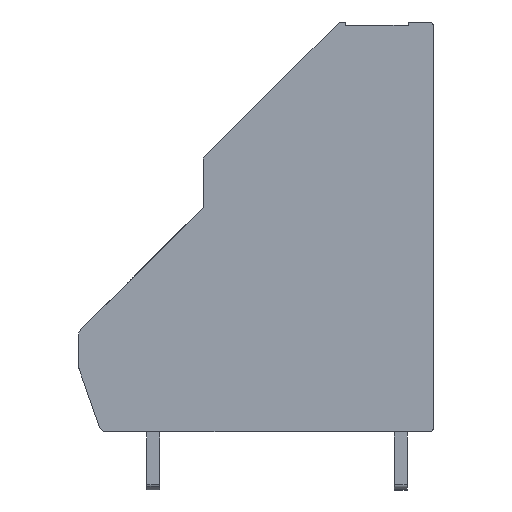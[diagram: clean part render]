
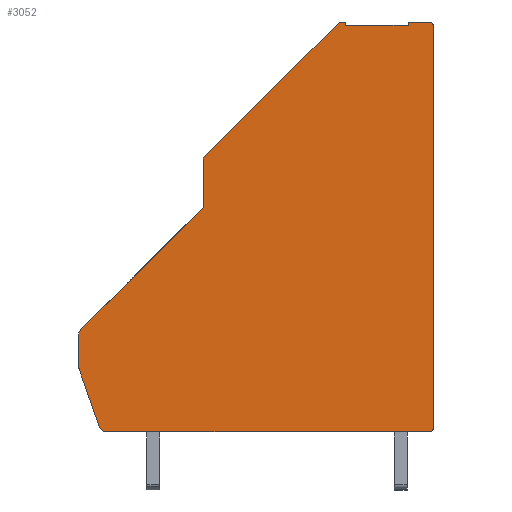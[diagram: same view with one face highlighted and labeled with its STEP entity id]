
A CAD part, front view. The second image highlights one B-rep face of the part: STEP entity #3052.
In plain terms, the highlighted planar face has unit normal (0, -1, 0).
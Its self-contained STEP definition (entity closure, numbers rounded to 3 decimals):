
#134=LINE('',#4270,#307);
#181=LINE('',#4451,#354);
#183=LINE('',#4455,#356);
#185=LINE('',#4459,#358);
#187=LINE('',#4463,#360);
#189=LINE('',#4467,#362);
#192=LINE('',#4475,#365);
#200=LINE('',#4495,#373);
#203=LINE('',#4503,#376);
#208=LINE('',#4526,#381);
#216=LINE('',#4545,#389);
#220=LINE('',#4562,#393);
#307=VECTOR('',#3461,1000.);
#354=VECTOR('',#3606,1000.);
#356=VECTOR('',#3610,1000.);
#358=VECTOR('',#3614,1000.);
#360=VECTOR('',#3618,1000.);
#362=VECTOR('',#3622,1000.);
#365=VECTOR('',#3631,1000.);
#373=VECTOR('',#3651,1000.);
#376=VECTOR('',#3660,1000.);
#381=VECTOR('',#3683,1000.);
#389=VECTOR('',#3703,1000.);
#393=VECTOR('',#3725,1000.);
#484=PLANE('',#3241);
#827=ORIENTED_EDGE('',*,*,#1365,.F.);
#828=ORIENTED_EDGE('',*,*,#1322,.T.);
#829=ORIENTED_EDGE('',*,*,#1320,.F.);
#830=ORIENTED_EDGE('',*,*,#1318,.T.);
#831=ORIENTED_EDGE('',*,*,#1316,.F.);
#832=ORIENTED_EDGE('',*,*,#1314,.F.);
#833=ORIENTED_EDGE('',*,*,#1312,.F.);
#834=ORIENTED_EDGE('',*,*,#1310,.F.);
#835=ORIENTED_EDGE('',*,*,#1308,.F.);
#836=ORIENTED_EDGE('',*,*,#1232,.F.);
#837=ORIENTED_EDGE('',*,*,#1356,.F.);
#838=ORIENTED_EDGE('',*,*,#1346,.T.);
#839=ORIENTED_EDGE('',*,*,#1336,.T.);
#840=ORIENTED_EDGE('',*,*,#1334,.T.);
#841=ORIENTED_EDGE('',*,*,#1332,.T.);
#842=ORIENTED_EDGE('',*,*,#1330,.T.);
#843=ORIENTED_EDGE('',*,*,#1328,.T.);
#1232=EDGE_CURVE('',#1553,#1554,#134,.T.);
#1308=EDGE_CURVE('',#1554,#1607,#181,.T.);
#1310=EDGE_CURVE('',#1607,#1608,#183,.F.);
#1312=EDGE_CURVE('',#1608,#1609,#185,.F.);
#1314=EDGE_CURVE('',#1609,#1610,#187,.F.);
#1316=EDGE_CURVE('',#1610,#1611,#189,.T.);
#1318=EDGE_CURVE('',#1612,#1611,#1745,.F.);
#1320=EDGE_CURVE('',#1612,#1613,#192,.T.);
#1322=EDGE_CURVE('',#1614,#1613,#1746,.F.);
#1328=EDGE_CURVE('',#1618,#1617,#1747,.F.);
#1330=EDGE_CURVE('',#1619,#1618,#200,.T.);
#1332=EDGE_CURVE('',#1620,#1619,#1748,.F.);
#1334=EDGE_CURVE('',#1621,#1620,#203,.T.);
#1336=EDGE_CURVE('',#1622,#1621,#1749,.F.);
#1346=EDGE_CURVE('',#1630,#1622,#208,.T.);
#1356=EDGE_CURVE('',#1630,#1553,#216,.T.);
#1365=EDGE_CURVE('',#1614,#1617,#220,.T.);
#1553=VERTEX_POINT('',#4269);
#1554=VERTEX_POINT('',#4271);
#1607=VERTEX_POINT('',#4452);
#1608=VERTEX_POINT('',#4456);
#1609=VERTEX_POINT('',#4460);
#1610=VERTEX_POINT('',#4464);
#1611=VERTEX_POINT('',#4468);
#1612=VERTEX_POINT('',#4472);
#1613=VERTEX_POINT('',#4476);
#1614=VERTEX_POINT('',#4480);
#1617=VERTEX_POINT('',#4490);
#1618=VERTEX_POINT('',#4492);
#1619=VERTEX_POINT('',#4496);
#1620=VERTEX_POINT('',#4500);
#1621=VERTEX_POINT('',#4504);
#1622=VERTEX_POINT('',#4508);
#1630=VERTEX_POINT('',#4527);
#1745=CIRCLE('',#3206,0.25);
#1746=CIRCLE('',#3209,0.25);
#1747=CIRCLE('',#3212,0.5);
#1748=CIRCLE('',#3215,0.5);
#1749=CIRCLE('',#3218,0.5);
#1891=EDGE_LOOP('',(#827,#828,#829,#830,#831,#832,#833,#834,#835,#836,#837,
#838,#839,#840,#841,#842,#843));
#2023=FACE_BOUND('',#1891,.T.);
#3052=ADVANCED_FACE('',(#2023),#484,.F.);
#3206=AXIS2_PLACEMENT_3D('',#4471,#3626,#3627);
#3209=AXIS2_PLACEMENT_3D('',#4479,#3635,#3636);
#3212=AXIS2_PLACEMENT_3D('',#4491,#3646,#3647);
#3215=AXIS2_PLACEMENT_3D('',#4499,#3655,#3656);
#3218=AXIS2_PLACEMENT_3D('',#4507,#3664,#3665);
#3241=AXIS2_PLACEMENT_3D('',#4576,#3733,#3734);
#3461=DIRECTION('',(0.707,0.,0.707));
#3606=DIRECTION('',(1.,0.,0.));
#3610=DIRECTION('',(0.,0.,1.));
#3614=DIRECTION('',(-1.,0.,0.));
#3618=DIRECTION('',(0.,0.,-1.));
#3622=DIRECTION('',(1.,0.,0.));
#3626=DIRECTION('',(0.,1.,0.));
#3627=DIRECTION('',(0.,0.,1.));
#3631=DIRECTION('',(0.,0.,-1.));
#3635=DIRECTION('',(0.,1.,0.));
#3636=DIRECTION('',(0.,0.,1.));
#3646=DIRECTION('',(0.,1.,0.));
#3647=DIRECTION('',(0.,0.,1.));
#3651=DIRECTION('',(0.33,0.,-0.944));
#3655=DIRECTION('',(0.,1.,0.));
#3656=DIRECTION('',(0.,0.,1.));
#3660=DIRECTION('',(0.,0.,-1.));
#3664=DIRECTION('',(0.,1.,0.));
#3665=DIRECTION('',(0.,0.,1.));
#3683=DIRECTION('',(-0.707,0.,-0.707));
#3703=DIRECTION('',(0.,0.,1.));
#3725=DIRECTION('',(-1.,0.,0.));
#3733=DIRECTION('',(0.,1.,0.));
#3734=DIRECTION('',(0.,0.,1.));
#4269=CARTESIAN_POINT('',(20.2,-2.26,20.79));
#4270=CARTESIAN_POINT('',(21.236,-2.26,21.827));
#4271=CARTESIAN_POINT('',(28.66,-2.26,29.25));
#4451=CARTESIAN_POINT('',(28.66,-2.26,29.25));
#4452=CARTESIAN_POINT('',(29.05,-2.26,29.25));
#4455=CARTESIAN_POINT('',(29.05,-2.26,0.));
#4456=CARTESIAN_POINT('',(29.05,-2.26,29.05));
#4459=CARTESIAN_POINT('',(19.6,-2.26,29.05));
#4460=CARTESIAN_POINT('',(32.95,-2.26,29.05));
#4463=CARTESIAN_POINT('',(32.95,-2.26,0.));
#4464=CARTESIAN_POINT('',(32.95,-2.26,29.25));
#4467=CARTESIAN_POINT('',(28.66,-2.26,29.25));
#4468=CARTESIAN_POINT('',(34.27,-2.26,29.25));
#4471=CARTESIAN_POINT('',(34.27,-2.26,29.));
#4472=CARTESIAN_POINT('',(34.52,-2.26,29.));
#4475=CARTESIAN_POINT('',(34.52,-2.26,29.25));
#4476=CARTESIAN_POINT('',(34.52,-2.26,4.));
#4479=CARTESIAN_POINT('',(34.27,-2.26,4.));
#4480=CARTESIAN_POINT('',(34.27,-2.26,3.75));
#4490=CARTESIAN_POINT('',(14.205,-2.26,3.75));
#4491=CARTESIAN_POINT('',(14.205,-2.26,4.25));
#4492=CARTESIAN_POINT('',(13.733,-2.26,4.085));
#4495=CARTESIAN_POINT('',(12.45,-2.26,7.75));
#4496=CARTESIAN_POINT('',(12.478,-2.26,7.67));
#4499=CARTESIAN_POINT('',(12.95,-2.26,7.835));
#4500=CARTESIAN_POINT('',(12.45,-2.26,7.835));
#4503=CARTESIAN_POINT('',(12.45,-2.26,9.97));
#4504=CARTESIAN_POINT('',(12.45,-2.26,9.763));
#4507=CARTESIAN_POINT('',(12.95,-2.26,9.763));
#4508=CARTESIAN_POINT('',(12.596,-2.26,10.117));
#4526=CARTESIAN_POINT('',(20.23,-2.26,17.75));
#4527=CARTESIAN_POINT('',(20.2,-2.26,17.72));
#4545=CARTESIAN_POINT('',(20.2,-2.26,17.72));
#4562=CARTESIAN_POINT('',(29.6,-2.26,3.75));
#4576=CARTESIAN_POINT('',(19.6,-2.26,0.));
